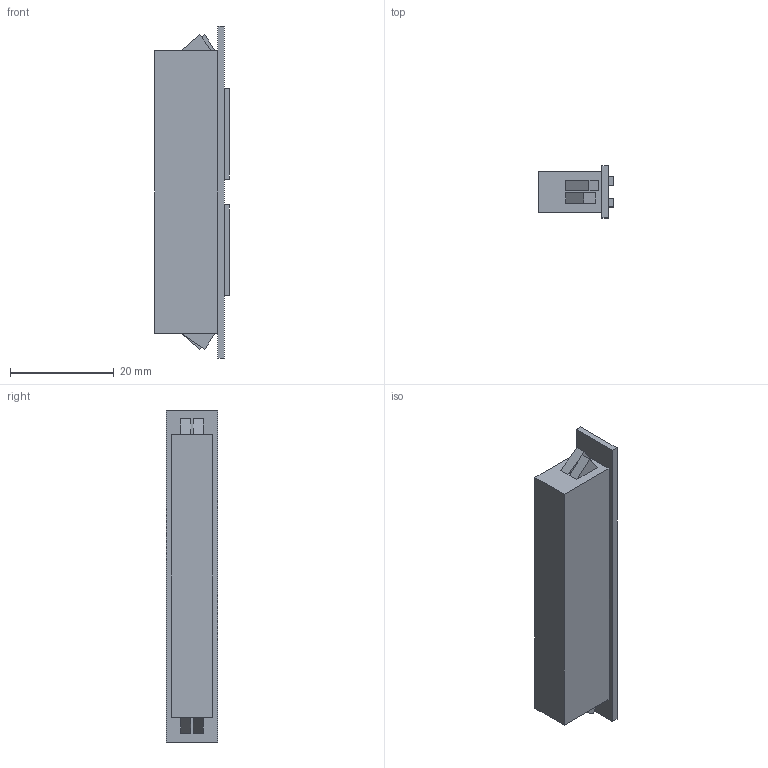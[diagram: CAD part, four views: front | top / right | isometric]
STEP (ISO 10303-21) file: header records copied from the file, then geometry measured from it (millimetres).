
FILE_DESCRIPTION (( 'STEP AP203' ), '1' );
FILE_NAME ('C-349N-1_.STEP', '2023-02-14T06:29:32', ( '' ), ( '' ), 'SwSTEP 2.0', 'SolidWorks 2021', '' );
FILE_SCHEMA (( 'CONFIG_CONTROL_DESIGN' ));
Length unit declared in the file: millimetre
Products named in the file (1): C-349N-1_
Bounding box: 14.4 x 10 x 64 mm (x, y, z)
Volume: 6273.6 mm3; surface area: 3231.5 mm2
Topology: 1 solids, 1 shells, 47 faces, 108 edges, 72 vertices
Faces by surface type: plane 47
Entity records: 1379 total; most frequent: CARTESIAN_POINT 228, ORIENTED_EDGE 216, DIRECTION 204, LINE 108, VECTOR 108, EDGE_CURVE 108, VERTEX_POINT 72, EDGE_LOOP 56
